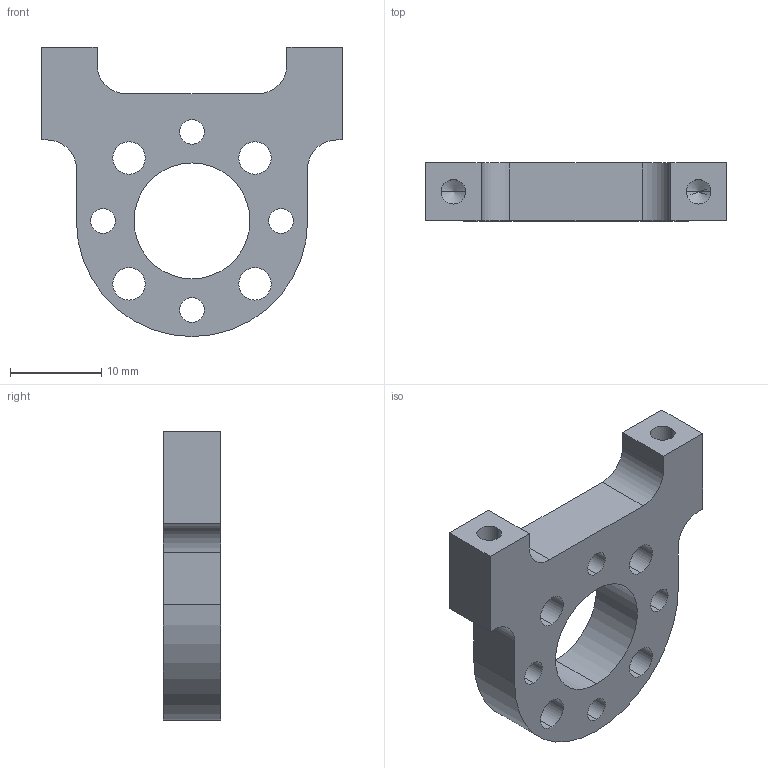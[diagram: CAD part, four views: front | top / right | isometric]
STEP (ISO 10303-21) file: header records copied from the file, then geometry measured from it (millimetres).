
FILE_DESCRIPTION (( 'STEP AP203' ), '1' );
FILE_NAME ('545408.STEP', '2014-07-10T20:20:48', ( 'Kyle' ), ( 'Microsoft' ), 'SwSTEP 2.0', 'SolidWorks 2014', '' );
FILE_SCHEMA (( 'CONFIG_CONTROL_DESIGN' ));
Length unit declared in the file: inch
Products named in the file (1): 545408
Bounding box: 33.02 x 6.35 x 31.75 mm (x, y, z)
Volume: 3258.5 mm3; surface area: 2723 mm2
Topology: 1 solids, 1 shells, 45 faces, 125 edges, 80 vertices
Faces by surface type: cylinder 28, plane 13, cone 4
Entity records: 1550 total; most frequent: DIRECTION 269, CARTESIAN_POINT 247, ORIENTED_EDGE 242, EDGE_CURVE 121, AXIS2_PLACEMENT_3D 102, VERTEX_POINT 80, LINE 65, VECTOR 65
